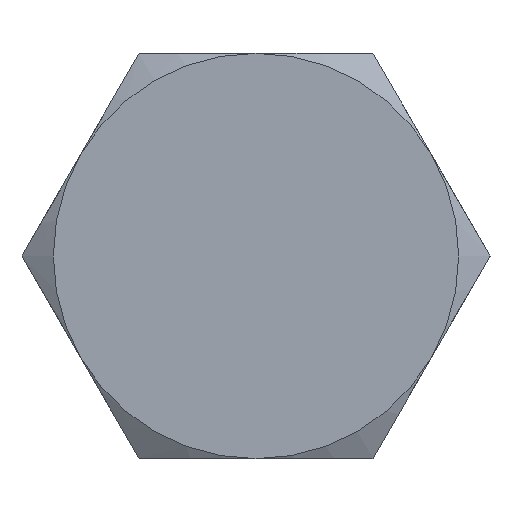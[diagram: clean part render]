
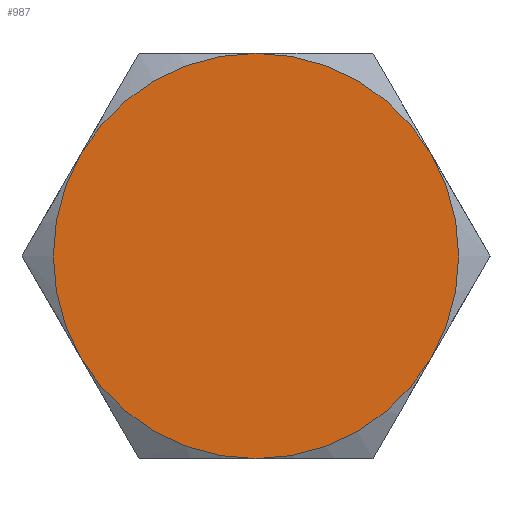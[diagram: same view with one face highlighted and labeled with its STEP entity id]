
A CAD part, left-side view. The second image highlights one B-rep face of the part: STEP entity #987.
In plain terms, the highlighted planar face has unit normal (-1, 0, 0).
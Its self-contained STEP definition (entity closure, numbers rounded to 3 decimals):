
#51 = EDGE_CURVE ( 'NONE', #2254, #1875, #2520, .T. ) ;
#165 = DIRECTION ( 'NONE',  ( 0., 0., -1. ) ) ;
#194 = EDGE_CURVE ( 'NONE', #941, #2254, #1082, .T. ) ;
#283 = CARTESIAN_POINT ( 'NONE',  ( 0., 0., -9. ) ) ;
#302 = ORIENTED_EDGE ( 'NONE', *, *, #1401, .F. ) ;
#309 = AXIS2_PLACEMENT_3D ( 'NONE', #1328, #2450, #1816 ) ;
#421 = DIRECTION ( 'NONE',  ( 1., 0., 0. ) ) ;
#428 = AXIS2_PLACEMENT_3D ( 'NONE', #2672, #752, #962 ) ;
#474 = CARTESIAN_POINT ( 'NONE',  ( 0., -7.794, -4.5 ) ) ;
#589 = AXIS2_PLACEMENT_3D ( 'NONE', #1908, #421, #1055 ) ;
#752 = DIRECTION ( 'NONE',  ( -1., 0., 0. ) ) ;
#789 = DIRECTION ( 'NONE',  ( 0., 0., -1. ) ) ;
#800 = DIRECTION ( 'NONE',  ( 1., 0., 0. ) ) ;
#819 = DIRECTION ( 'NONE',  ( 0., 0., -1. ) ) ;
#881 = DIRECTION ( 'NONE',  ( 0., 0., -1. ) ) ;
#941 = VERTEX_POINT ( 'NONE', #1478 ) ;
#962 = DIRECTION ( 'NONE',  ( 0., 0., 1. ) ) ;
#976 = EDGE_CURVE ( 'NONE', #1043, #2732, #1671, .T. ) ;
#987 = ADVANCED_FACE ( 'NONE', ( #1859 ), #2770, .F. ) ;
#1042 = CARTESIAN_POINT ( 'NONE',  ( 0., 7.794, -4.5 ) ) ;
#1043 = VERTEX_POINT ( 'NONE', #1042 ) ;
#1055 = DIRECTION ( 'NONE',  ( 0., 0., -1. ) ) ;
#1082 = CIRCLE ( 'NONE', #1305, 9. ) ;
#1102 = EDGE_CURVE ( 'NONE', #2360, #1043, #1449, .T. ) ;
#1181 = AXIS2_PLACEMENT_3D ( 'NONE', #1235, #800, #789 ) ;
#1235 = CARTESIAN_POINT ( 'NONE',  ( 0., 10.392, 0. ) ) ;
#1305 = AXIS2_PLACEMENT_3D ( 'NONE', #2593, #1949, #881 ) ;
#1328 = CARTESIAN_POINT ( 'NONE',  ( 0., 0., 0. ) ) ;
#1329 = CARTESIAN_POINT ( 'NONE',  ( 0., -7.794, 4.5 ) ) ;
#1401 = EDGE_CURVE ( 'NONE', #1875, #2360, #2368, .T. ) ;
#1449 = CIRCLE ( 'NONE', #2750, 9. ) ;
#1478 = CARTESIAN_POINT ( 'NONE',  ( 0., 0., 9. ) ) ;
#1671 = CIRCLE ( 'NONE', #1760, 9. ) ;
#1733 = CARTESIAN_POINT ( 'NONE',  ( 0., 7.794, 4.5 ) ) ;
#1734 = ORIENTED_EDGE ( 'NONE', *, *, #1929, .T. ) ;
#1760 = AXIS2_PLACEMENT_3D ( 'NONE', #2738, #2306, #819 ) ;
#1816 = DIRECTION ( 'NONE',  ( 0., 0., -1. ) ) ;
#1829 = CARTESIAN_POINT ( 'NONE',  ( 0., 0., 0. ) ) ;
#1859 = FACE_OUTER_BOUND ( 'NONE', #1995, .T. ) ;
#1875 = VERTEX_POINT ( 'NONE', #474 ) ;
#1908 = CARTESIAN_POINT ( 'NONE',  ( 0., 0., 0. ) ) ;
#1929 = EDGE_CURVE ( 'NONE', #941, #2732, #2577, .T. ) ;
#1949 = DIRECTION ( 'NONE',  ( 1., 0., 0. ) ) ;
#1995 = EDGE_LOOP ( 'NONE', ( #2180, #302, #2383, #2538, #1734, #2219 ) ) ;
#2180 = ORIENTED_EDGE ( 'NONE', *, *, #1102, .F. ) ;
#2219 = ORIENTED_EDGE ( 'NONE', *, *, #976, .F. ) ;
#2254 = VERTEX_POINT ( 'NONE', #1329 ) ;
#2306 = DIRECTION ( 'NONE',  ( 1., 0., 0. ) ) ;
#2360 = VERTEX_POINT ( 'NONE', #283 ) ;
#2368 = CIRCLE ( 'NONE', #309, 9. ) ;
#2383 = ORIENTED_EDGE ( 'NONE', *, *, #51, .F. ) ;
#2450 = DIRECTION ( 'NONE',  ( 1., 0., 0. ) ) ;
#2520 = CIRCLE ( 'NONE', #589, 9. ) ;
#2538 = ORIENTED_EDGE ( 'NONE', *, *, #194, .F. ) ;
#2577 = CIRCLE ( 'NONE', #428, 9. ) ;
#2593 = CARTESIAN_POINT ( 'NONE',  ( 0., 0., 0. ) ) ;
#2672 = CARTESIAN_POINT ( 'NONE',  ( 0., 0., 0. ) ) ;
#2695 = DIRECTION ( 'NONE',  ( 1., 0., 0. ) ) ;
#2732 = VERTEX_POINT ( 'NONE', #1733 ) ;
#2738 = CARTESIAN_POINT ( 'NONE',  ( 0., 0., 0. ) ) ;
#2750 = AXIS2_PLACEMENT_3D ( 'NONE', #1829, #2695, #165 ) ;
#2770 = PLANE ( 'NONE',  #1181 ) ;
